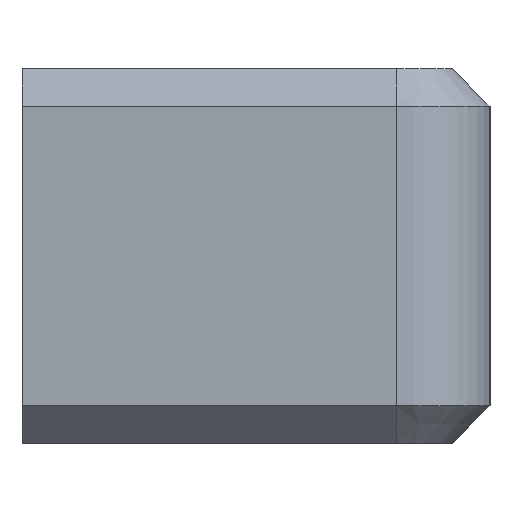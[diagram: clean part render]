
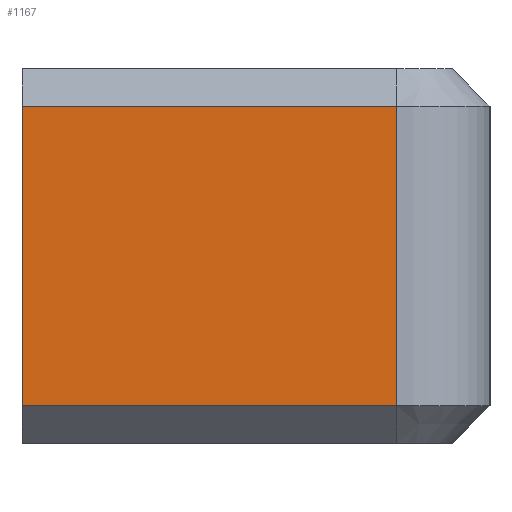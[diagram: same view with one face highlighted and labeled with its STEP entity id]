
A CAD part, left-side view. The second image highlights one B-rep face of the part: STEP entity #1167.
In plain terms, the highlighted planar face has unit normal (-1, 0, 0).
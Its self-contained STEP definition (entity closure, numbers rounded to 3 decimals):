
#97=FACE_OUTER_BOUND('',#165,.T.);
#165=EDGE_LOOP('',(#795,#796,#797,#798));
#228=LINE('',#1704,#353);
#243=LINE('',#1744,#368);
#244=LINE('',#1748,#369);
#245=LINE('',#1749,#370);
#353=VECTOR('',#1356,10.);
#368=VECTOR('',#1395,10.);
#369=VECTOR('',#1400,10.);
#370=VECTOR('',#1401,10.);
#478=VERTEX_POINT('',#1701);
#479=VERTEX_POINT('',#1703);
#492=VERTEX_POINT('',#1743);
#493=VERTEX_POINT('',#1747);
#589=EDGE_CURVE('',#478,#479,#228,.T.);
#609=EDGE_CURVE('',#479,#492,#243,.T.);
#611=EDGE_CURVE('',#493,#478,#244,.T.);
#612=EDGE_CURVE('',#492,#493,#245,.T.);
#795=ORIENTED_EDGE('',*,*,#589,.F.);
#796=ORIENTED_EDGE('',*,*,#611,.F.);
#797=ORIENTED_EDGE('',*,*,#612,.F.);
#798=ORIENTED_EDGE('',*,*,#609,.F.);
#1117=PLANE('',#1255);
#1167=ADVANCED_FACE('',(#97),#1117,.T.);
#1255=AXIS2_PLACEMENT_3D('',#1746,#1398,#1399);
#1356=DIRECTION('',(0.,-1.,0.));
#1395=DIRECTION('',(0.,0.,-1.));
#1398=DIRECTION('center_axis',(-1.,0.,0.));
#1399=DIRECTION('ref_axis',(0.,0.,1.));
#1400=DIRECTION('',(0.,0.,1.));
#1401=DIRECTION('',(0.,1.,0.));
#1701=CARTESIAN_POINT('',(15.,25.,23.));
#1703=CARTESIAN_POINT('',(15.,5.,23.));
#1704=CARTESIAN_POINT('',(15.,0.,23.));
#1743=CARTESIAN_POINT('',(15.,5.,7.));
#1744=CARTESIAN_POINT('',(15.,5.,10.));
#1746=CARTESIAN_POINT('Origin',(15.,0.,5.));
#1747=CARTESIAN_POINT('',(15.,25.,7.));
#1748=CARTESIAN_POINT('',(15.,25.,0.));
#1749=CARTESIAN_POINT('',(15.,0.,7.));
